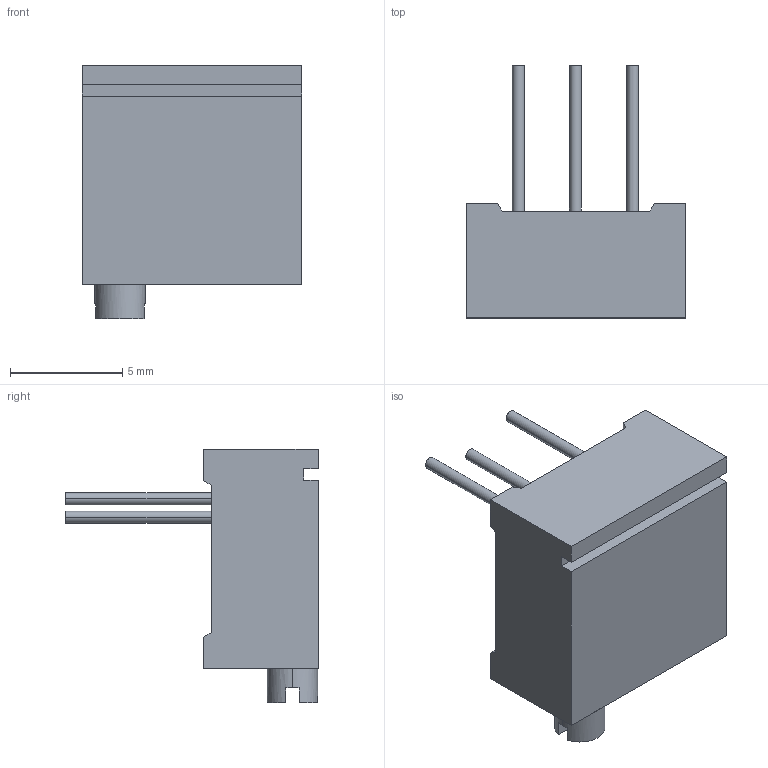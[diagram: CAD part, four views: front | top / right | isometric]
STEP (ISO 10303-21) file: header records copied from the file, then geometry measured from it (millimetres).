
FILE_DESCRIPTION((''),'2;1');
FILE_NAME('67-21-P_FOR_STEP_SW0001','2012-01-26T',('BMozley'),(''),'PRO/ENGINEER BY PARAMETRIC TECHNOLOGY CORPORATION, 2011370','PRO/ENGINEER BY PARAMETRIC TECHNOLOGY CORPORATION, 2011370','');
FILE_SCHEMA(('CONFIG_CONTROL_DESIGN'));
Length unit declared in the file: inch
Products named in the file (1): 67-21-P_FOR_STEP_SW0001
Bounding box: 9.78 x 11.23 x 11.28 mm (x, y, z)
Volume: 456.3 mm3; surface area: 443.7 mm2
Topology: 1 solids, 1 shells, 50 faces, 128 edges, 84 vertices
Faces by surface type: plane 42, cylinder 8
Entity records: 1540 total; most frequent: CARTESIAN_POINT 262, ORIENTED_EDGE 256, DIRECTION 248, EDGE_CURVE 128, VECTOR 108, LINE 108, VERTEX_POINT 84, AXIS2_PLACEMENT_3D 70
